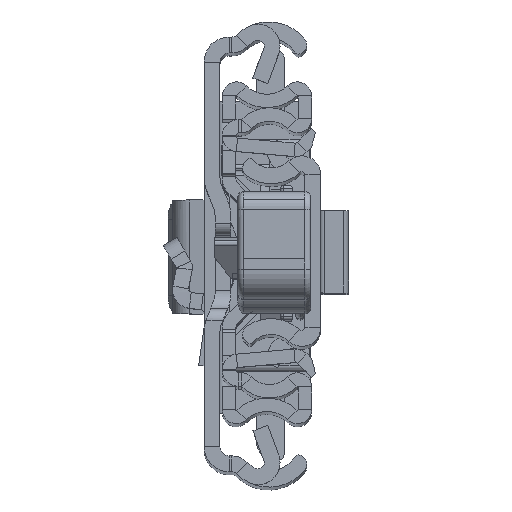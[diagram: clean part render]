
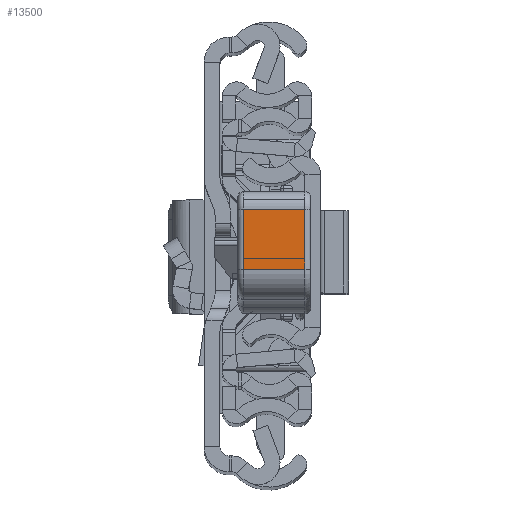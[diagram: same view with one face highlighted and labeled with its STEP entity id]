
A CAD part, top view. The second image highlights one B-rep face of the part: STEP entity #13500.
In plain terms, the highlighted face is planar.
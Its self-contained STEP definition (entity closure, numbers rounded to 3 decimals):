
#774 = CARTESIAN_POINT ( 'NONE',  ( 39.55, -12.274, -11. ) ) ;
#1895 = VECTOR ( 'NONE', #25914, 1000. ) ;
#3897 = LINE ( 'NONE', #34336, #1895 ) ;
#5229 = LINE ( 'NONE', #33620, #29287 ) ;
#5815 = DIRECTION ( 'NONE',  ( 0., 0., 1. ) ) ;
#6108 = CARTESIAN_POINT ( 'NONE',  ( 39.55, -12.274, 0. ) ) ;
#6965 = ORIENTED_EDGE ( 'NONE', *, *, #29832, .F. ) ;
#7344 = ORIENTED_EDGE ( 'NONE', *, *, #30093, .F. ) ;
#8274 = CARTESIAN_POINT ( 'NONE',  ( 39.818, -2.465, 0. ) ) ;
#9594 = EDGE_CURVE ( 'NONE', #34200, #18034, #20526, .T. ) ;
#10395 = DIRECTION ( 'NONE',  ( -0.027, -1., 0. ) ) ;
#10705 = DIRECTION ( 'NONE',  ( 0., 0., -1. ) ) ;
#11368 = VECTOR ( 'NONE', #5815, 1000. ) ;
#12200 = VECTOR ( 'NONE', #10705, 1000. ) ;
#13482 = LINE ( 'NONE', #36320, #12200 ) ;
#13500 = ADVANCED_FACE ( 'NONE', ( #18604 ), #32805, .F. ) ;
#13607 = DIRECTION ( 'NONE',  ( -0.027, -1., 0. ) ) ;
#17741 = AXIS2_PLACEMENT_3D ( 'NONE', #30740, #22137, #10395 ) ;
#18034 = VERTEX_POINT ( 'NONE', #6108 ) ;
#18604 = FACE_OUTER_BOUND ( 'NONE', #29869, .T. ) ;
#20526 = LINE ( 'NONE', #774, #11368 ) ;
#22137 = DIRECTION ( 'NONE',  ( -1., 0.027, 0. ) ) ;
#22185 = CARTESIAN_POINT ( 'NONE',  ( 39.818, -2.465, -10. ) ) ;
#25914 = DIRECTION ( 'NONE',  ( 0.027, 1., 0. ) ) ;
#27887 = VERTEX_POINT ( 'NONE', #22185 ) ;
#28643 = CARTESIAN_POINT ( 'NONE',  ( 39.55, -12.274, -10. ) ) ;
#29287 = VECTOR ( 'NONE', #13607, 1000. ) ;
#29832 = EDGE_CURVE ( 'NONE', #18034, #33436, #3897, .T. ) ;
#29869 = EDGE_LOOP ( 'NONE', ( #33666, #7344, #29934, #6965 ) ) ;
#29934 = ORIENTED_EDGE ( 'NONE', *, *, #33480, .F. ) ;
#30093 = EDGE_CURVE ( 'NONE', #27887, #34200, #5229, .T. ) ;
#30740 = CARTESIAN_POINT ( 'NONE',  ( 39.55, -12.274, -11. ) ) ;
#32805 = PLANE ( 'NONE',  #17741 ) ;
#33436 = VERTEX_POINT ( 'NONE', #8274 ) ;
#33480 = EDGE_CURVE ( 'NONE', #33436, #27887, #13482, .T. ) ;
#33620 = CARTESIAN_POINT ( 'NONE',  ( 39.55, -12.274, -10. ) ) ;
#33666 = ORIENTED_EDGE ( 'NONE', *, *, #9594, .F. ) ;
#34200 = VERTEX_POINT ( 'NONE', #28643 ) ;
#34336 = CARTESIAN_POINT ( 'NONE',  ( 39.55, -12.274, 0. ) ) ;
#36320 = CARTESIAN_POINT ( 'NONE',  ( 39.818, -2.465, -11. ) ) ;
